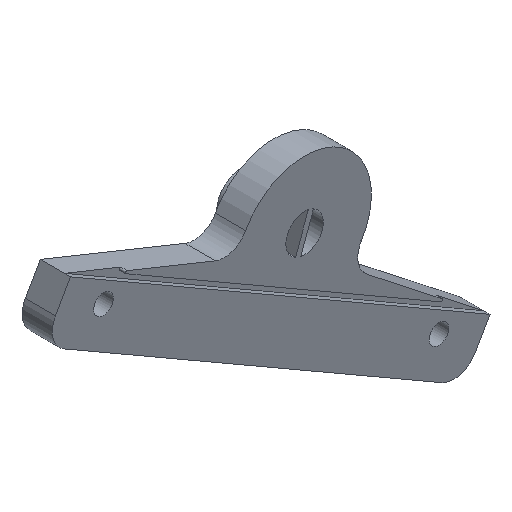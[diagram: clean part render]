
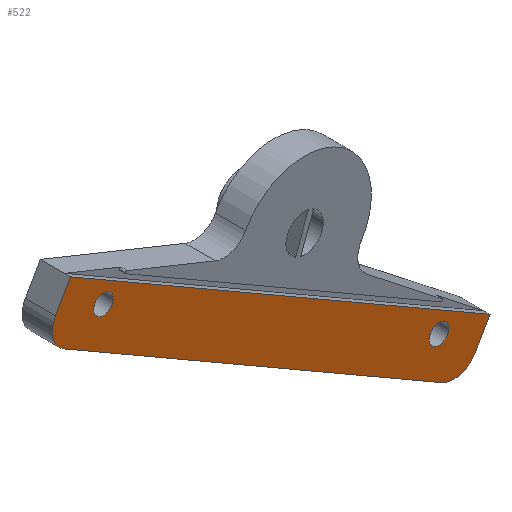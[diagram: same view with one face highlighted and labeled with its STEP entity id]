
A CAD part, isometric view. The second image highlights one B-rep face of the part: STEP entity #522.
In plain terms, the highlighted planar face has unit normal (0, -1, 0).
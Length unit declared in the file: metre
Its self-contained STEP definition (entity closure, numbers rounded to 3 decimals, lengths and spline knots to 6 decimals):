
#31=LINE('',#834,#71);
#32=LINE('',#839,#72);
#33=LINE('',#841,#73);
#34=LINE('',#843,#74);
#71=VECTOR('',#666,1.);
#72=VECTOR('',#669,1.);
#73=VECTOR('',#670,1.);
#74=VECTOR('',#671,1.);
#123=ORIENTED_EDGE('',*,*,#261,.T.);
#124=ORIENTED_EDGE('',*,*,#265,.T.);
#125=ORIENTED_EDGE('',*,*,#266,.T.);
#126=ORIENTED_EDGE('',*,*,#267,.F.);
#127=ORIENTED_EDGE('',*,*,#268,.F.);
#128=ORIENTED_EDGE('',*,*,#269,.F.);
#129=ORIENTED_EDGE('',*,*,#270,.T.);
#130=ORIENTED_EDGE('',*,*,#263,.F.);
#261=EDGE_CURVE('',#332,#332,#378,.F.);
#263=EDGE_CURVE('',#334,#334,#380,.T.);
#265=EDGE_CURVE('',#336,#337,#31,.T.);
#266=EDGE_CURVE('',#337,#338,#382,.T.);
#267=EDGE_CURVE('',#339,#338,#32,.T.);
#268=EDGE_CURVE('',#340,#339,#33,.T.);
#269=EDGE_CURVE('',#341,#340,#34,.T.);
#270=EDGE_CURVE('',#341,#336,#383,.T.);
#332=VERTEX_POINT('',#825);
#334=VERTEX_POINT('',#830);
#336=VERTEX_POINT('',#835);
#337=VERTEX_POINT('',#836);
#338=VERTEX_POINT('',#838);
#339=VERTEX_POINT('',#840);
#340=VERTEX_POINT('',#842);
#341=VERTEX_POINT('',#844);
#378=CIRCLE('',#574,0.001625);
#380=CIRCLE('',#577,0.001625);
#382=CIRCLE('',#580,0.004);
#383=CIRCLE('',#581,0.004);
#409=EDGE_LOOP('',(#123));
#410=EDGE_LOOP('',(#124,#125,#126,#127,#128,#129));
#411=EDGE_LOOP('',(#130));
#459=FACE_BOUND('',#409,.T.);
#460=FACE_BOUND('',#410,.T.);
#461=FACE_BOUND('',#411,.T.);
#502=PLANE('',#579);
#522=ADVANCED_FACE('',(#459,#460,#461),#502,.T.);
#574=AXIS2_PLACEMENT_3D('',#824,#654,#655);
#577=AXIS2_PLACEMENT_3D('',#829,#660,#661);
#579=AXIS2_PLACEMENT_3D('',#833,#664,#665);
#580=AXIS2_PLACEMENT_3D('',#837,#667,#668);
#581=AXIS2_PLACEMENT_3D('',#845,#672,#673);
#654=DIRECTION('',(0.,-1.,0.));
#655=DIRECTION('',(0.,0.,-1.));
#660=DIRECTION('',(0.,-1.,0.));
#661=DIRECTION('',(0.,0.,-1.));
#664=DIRECTION('',(0.,-1.,0.));
#665=DIRECTION('',(1.,0.,0.));
#666=DIRECTION('',(0.866,0.,-0.5));
#667=DIRECTION('',(0.,-1.,0.));
#668=DIRECTION('',(0.,0.,-1.));
#669=DIRECTION('',(-0.5,0.,-0.866));
#670=DIRECTION('',(0.866,0.,-0.5));
#671=DIRECTION('',(0.5,0.,0.866));
#672=DIRECTION('',(0.,-1.,0.));
#673=DIRECTION('',(0.,0.,-1.));
#824=CARTESIAN_POINT('',(0.026787,0.038,0.103635));
#825=CARTESIAN_POINT('',(0.026787,0.038,0.10201));
#829=CARTESIAN_POINT('',(0.082213,0.038,0.071635));
#830=CARTESIAN_POINT('',(0.082213,0.038,0.07001));
#833=CARTESIAN_POINT('',(0.05375,0.038,0.086336));
#834=CARTESIAN_POINT('',(0.0515,0.038,0.082438));
#835=CARTESIAN_POINT('',(0.020323,0.038,0.100438));
#836=CARTESIAN_POINT('',(0.082677,0.038,0.064438));
#837=CARTESIAN_POINT('',(0.084677,0.038,0.067903));
#838=CARTESIAN_POINT('',(0.088141,0.038,0.065903));
#839=CARTESIAN_POINT('',(0.088391,0.038,0.066336));
#840=CARTESIAN_POINT('',(0.090641,0.038,0.070233));
#841=CARTESIAN_POINT('',(0.056,0.038,0.090233));
#842=CARTESIAN_POINT('',(0.021359,0.038,0.110233));
#843=CARTESIAN_POINT('',(0.019109,0.038,0.106336));
#844=CARTESIAN_POINT('',(0.018859,0.038,0.105903));
#845=CARTESIAN_POINT('',(0.022323,0.038,0.103903));
